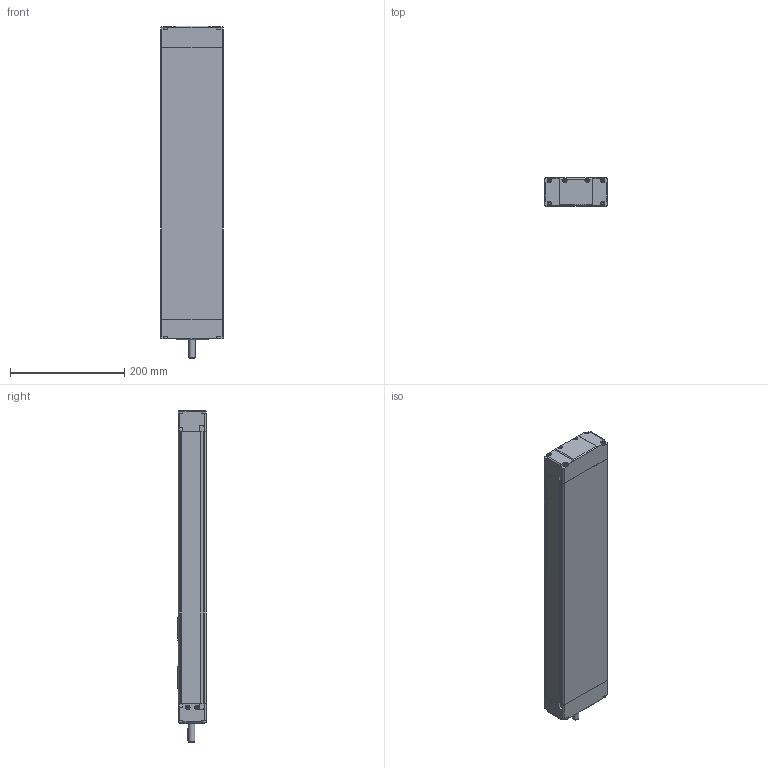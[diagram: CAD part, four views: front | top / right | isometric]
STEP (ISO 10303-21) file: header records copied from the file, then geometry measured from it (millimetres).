
FILE_DESCRIPTION((''),'2;1');
FILE_NAME('CTV 110-1605-ISO7-300-L-0-1.stp','2011-07-06T14:30:52',('pgrilc'),(''),'Autodesk Inventor 2012','Autodesk Inventor 2012','');
FILE_SCHEMA(('AUTOMOTIVE_DESIGN { 1 0 10303 214 1 1 1 1 }'));
Length unit declared in the file: millimetre
Products named in the file (2): Assembly1; CTV 110 L IPART-01
Assembly tree (1 placements, depth 2):
  Assembly1
    CTV 110 L IPART-01
Bounding box: 110 x 50 x 581 mm (x, y, z)
Volume: 2860524.9 mm3; surface area: 225444.4 mm2
Topology: 1 solids, 5 shells, 491 faces, 1276 edges, 823 vertices
Faces by surface type: plane 331, cylinder 105, cone 33, torus 22
Full cylindrical faces by diameter (mm): 1 x1, 1.7 x2, 4 x4, 4.134 x8, 4.2 x4, 4.917 x4, 5 x4, 7 x16, 8 x4, 8.5 x1, 11 x1, 11.5 x1, 12 x2, 20 x1, 29 x1, 37 x1, 40 x1
Entity records: 14221 total; most frequent: CARTESIAN_POINT 2548, DIRECTION 2292, ORIENTED_EDGE 2240, EDGE_CURVE 1120, VECTOR 808, LINE 808, VERTEX_POINT 778, AXIS2_PLACEMENT_3D 742
